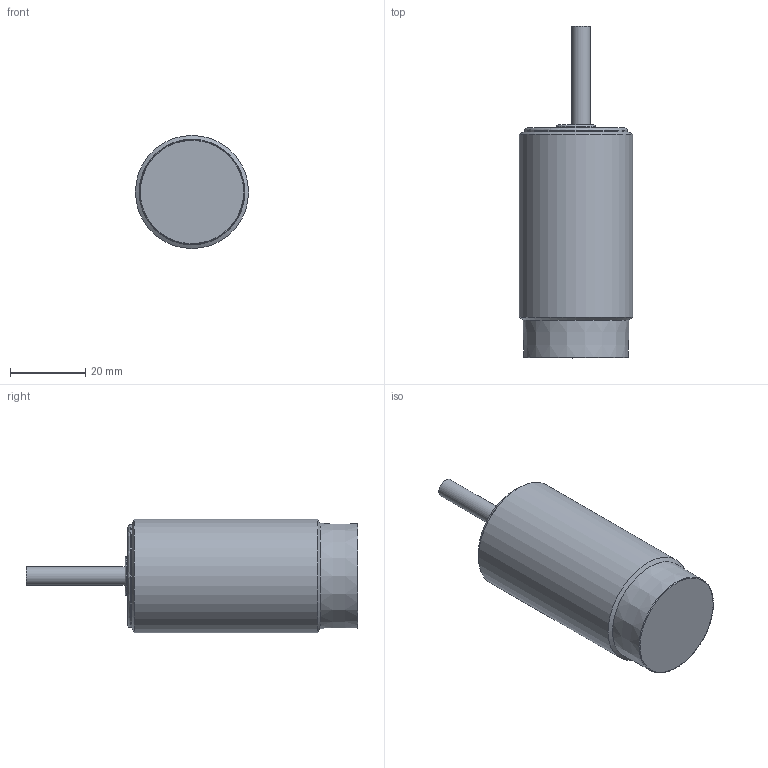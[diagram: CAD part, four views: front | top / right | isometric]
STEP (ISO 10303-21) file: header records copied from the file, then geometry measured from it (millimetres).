
FILE_DESCRIPTION (( 'STEP AP214' ), '1' );
FILE_NAME ('DW-AD-511-M30.STEP', '2018-04-11T12:05:59', ( '' ), ( '' ), 'SwSTEP 2.0', 'SolidWorks 2017', '' );
FILE_SCHEMA (( 'AUTOMOTIVE_DESIGN' ));
Length unit declared in the file: inch
Products named in the file (1): DW-AD-511-M30
Bounding box: 30 x 88 x 30 mm (x, y, z)
Volume: 42530.1 mm3; surface area: 8603.1 mm2
Topology: 2 solids, 2 shells, 16 faces, 34 edges, 24 vertices
Faces by surface type: plane 6, cylinder 4, cone 3, bspline 2, torus 1
Full cylindrical faces by diameter (mm): 5 x1, 10.5 x1, 27.5 x1, 30 x1
Entity records: 633 total; most frequent: CARTESIAN_POINT 315, DIRECTION 56, ORIENTED_EDGE 36, EDGE_LOOP 28, AXIS2_PLACEMENT_3D 27, FACE_OUTER_BOUND 23, EDGE_CURVE 18, VERTEX_POINT 18
